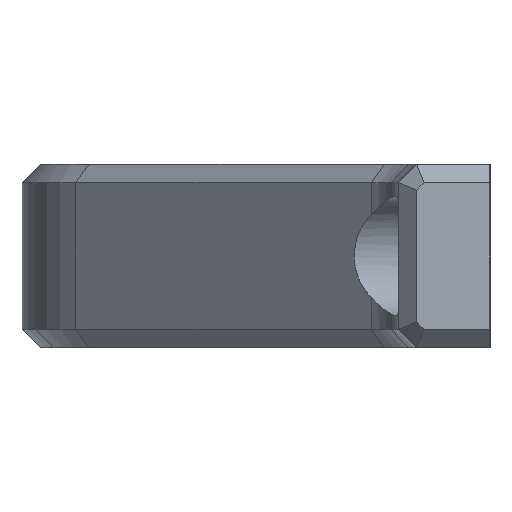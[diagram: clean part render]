
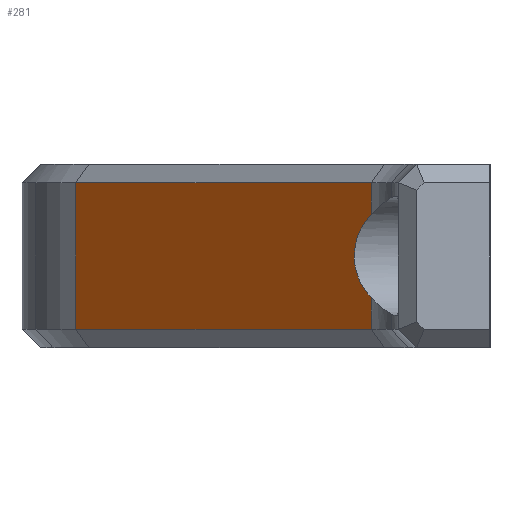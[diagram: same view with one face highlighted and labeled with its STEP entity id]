
A CAD part, left-side view. The second image highlights one B-rep face of the part: STEP entity #281.
In plain terms, the highlighted planar face has unit normal (-0.707, 0.707, 0).
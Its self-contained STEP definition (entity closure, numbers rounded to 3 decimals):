
#12 = VERTEX_POINT ( 'NONE', #3491 ) ;
#25 = CARTESIAN_POINT ( 'NONE',  ( -32.678, 14.97, 7.726 ) ) ;
#146 = DIRECTION ( 'NONE',  ( 0., 0., 1. ) ) ;
#151 = EDGE_CURVE ( 'NONE', #2410, #12, #294, .T. ) ;
#228 = VERTEX_POINT ( 'NONE', #1924 ) ;
#281 = ADVANCED_FACE ( 'NONE', ( #1641 ), #1387, .T. ) ;
#294 = LINE ( 'NONE', #2389, #3018 ) ;
#300 = CARTESIAN_POINT ( 'NONE',  ( -32.678, 14.97, 6. ) ) ;
#333 = CARTESIAN_POINT ( 'NONE',  ( -11.232, 36.416, 6. ) ) ;
#375 = VECTOR ( 'NONE', #2005, 1000. ) ;
#492 = CARTESIAN_POINT ( 'NONE',  ( -32.678, 14.97, 5. ) ) ;
#607 = ORIENTED_EDGE ( 'NONE', *, *, #3445, .F. ) ;
#785 = LINE ( 'NONE', #492, #2059 ) ;
#972 = VERTEX_POINT ( 'NONE', #300 ) ;
#1201 = ORIENTED_EDGE ( 'NONE', *, *, #2319, .F. ) ;
#1313 = DIRECTION ( 'NONE',  ( -0.707, 0.707, 0. ) ) ;
#1323 = DIRECTION ( 'NONE',  ( 0., 0., -1. ) ) ;
#1350 = CARTESIAN_POINT ( 'NONE',  ( -16.571, 31.076, 14. ) ) ;
#1387 = PLANE ( 'NONE',  #2733 ) ;
#1479 = CARTESIAN_POINT ( 'NONE',  ( -32.678, 14.97, 14. ) ) ;
#1505 = EDGE_CURVE ( 'NONE', #1753, #972, #785, .T. ) ;
#1562 = EDGE_CURVE ( 'NONE', #3241, #2410, #3546, .T. ) ;
#1633 = DIRECTION ( 'NONE',  ( -0.707, -0.707, 0. ) ) ;
#1641 = FACE_OUTER_BOUND ( 'NONE', #2215, .T. ) ;
#1655 = CARTESIAN_POINT ( 'NONE',  ( -31.368, 16.279, 9.064 ) ) ;
#1753 = VERTEX_POINT ( 'NONE', #3126 ) ;
#1824 = CARTESIAN_POINT ( 'NONE',  ( -14.142, 33.505, 5. ) ) ;
#1878 = ORIENTED_EDGE ( 'NONE', *, *, #1562, .F. ) ;
#1887 = DIRECTION ( 'NONE',  ( 0., 0., 1. ) ) ;
#1913 = ORIENTED_EDGE ( 'NONE', *, *, #151, .F. ) ;
#1924 = CARTESIAN_POINT ( 'NONE',  ( -16.571, 31.076, 6. ) ) ;
#2005 = DIRECTION ( 'NONE',  ( 0.707, 0.707, 0. ) ) ;
#2059 = VECTOR ( 'NONE', #2417, 1000. ) ;
#2110 = VECTOR ( 'NONE', #146, 1000. ) ;
#2215 = EDGE_LOOP ( 'NONE', ( #607, #1913, #1878, #2887, #1201, #3359 ) ) ;
#2319 = EDGE_CURVE ( 'NONE', #972, #228, #2870, .T. ) ;
#2389 = CARTESIAN_POINT ( 'NONE',  ( -32.678, 14.97, 5. ) ) ;
#2410 = VERTEX_POINT ( 'NONE', #1479 ) ;
#2417 = DIRECTION ( 'NONE',  ( 0., 0., -1. ) ) ;
#2733 = AXIS2_PLACEMENT_3D ( 'NONE', #1824, #1313, #1887 ) ;
#2772 = VECTOR ( 'NONE', #1633, 1000. ) ;
#2843 = LINE ( 'NONE', #2930, #2110 ) ;
#2870 = LINE ( 'NONE', #333, #375 ) ;
#2887 = ORIENTED_EDGE ( 'NONE', *, *, #3430, .F. ) ;
#2930 = CARTESIAN_POINT ( 'NONE',  ( -16.571, 31.076, 5. ) ) ;
#2991 = CARTESIAN_POINT ( 'NONE',  ( -11.232, 36.416, 14. ) ) ;
#3018 = VECTOR ( 'NONE', #1323, 1000. ) ;
#3037 = CARTESIAN_POINT ( 'NONE',  ( -32.678, 14.97, 12.274 ) ) ;
#3107 =( BOUNDED_CURVE ( )  B_SPLINE_CURVE ( 3, ( #3037, #3334, #1655, #25 ),
 .UNSPECIFIED., .F., .T. ) 
 B_SPLINE_CURVE_WITH_KNOTS ( ( 4, 4 ),
 ( 5.508, 7.058 ),
 .UNSPECIFIED. ) 
 CURVE ( )  GEOMETRIC_REPRESENTATION_ITEM ( )  RATIONAL_B_SPLINE_CURVE ( ( 1., 0.81, 0.81, 1. ) ) 
 REPRESENTATION_ITEM ( '' )  );
#3126 = CARTESIAN_POINT ( 'NONE',  ( -32.678, 14.97, 7.726 ) ) ;
#3241 = VERTEX_POINT ( 'NONE', #1350 ) ;
#3334 = CARTESIAN_POINT ( 'NONE',  ( -31.368, 16.279, 10.936 ) ) ;
#3359 = ORIENTED_EDGE ( 'NONE', *, *, #1505, .F. ) ;
#3430 = EDGE_CURVE ( 'NONE', #228, #3241, #2843, .T. ) ;
#3445 = EDGE_CURVE ( 'NONE', #12, #1753, #3107, .T. ) ;
#3491 = CARTESIAN_POINT ( 'NONE',  ( -32.678, 14.97, 12.274 ) ) ;
#3546 = LINE ( 'NONE', #2991, #2772 ) ;
